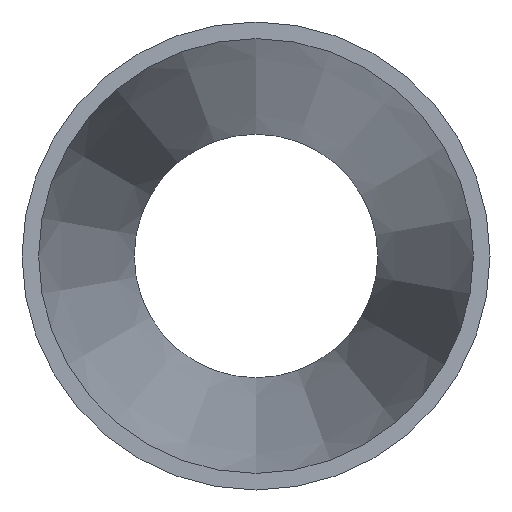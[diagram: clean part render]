
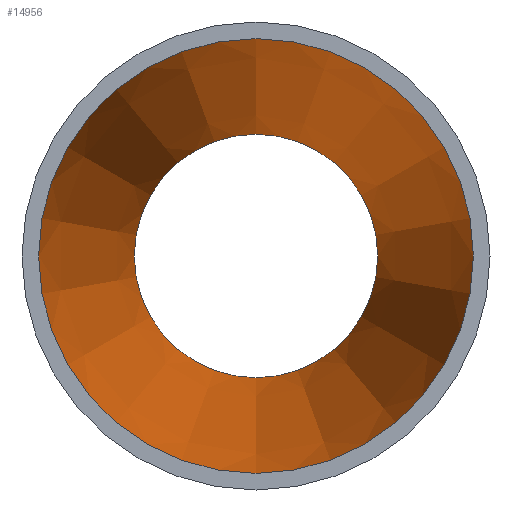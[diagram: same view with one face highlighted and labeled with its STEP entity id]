
A CAD part, front view. The second image highlights one B-rep face of the part: STEP entity #14956.
In plain terms, the highlighted conical face has half-angle 8.715 degrees and reference radius 26.477 mm.
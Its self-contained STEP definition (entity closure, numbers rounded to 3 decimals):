
#98 = AXIS2_PLACEMENT_3D ( 'NONE', #858, #2919, #21246 ) ;
#858 = CARTESIAN_POINT ( 'NONE',  ( 0., 0., 0. ) ) ;
#2260 = VERTEX_POINT ( 'NONE', #13299 ) ;
#2919 = DIRECTION ( 'NONE',  ( 0., -1., 0. ) ) ;
#6711 = AXIS2_PLACEMENT_3D ( 'NONE', #8988, #14596, #6949 ) ;
#6949 = DIRECTION ( 'NONE',  ( 0., 0., -1. ) ) ;
#7627 = FACE_OUTER_BOUND ( 'NONE', #14535, .T. ) ;
#7860 = CIRCLE ( 'NONE', #6711, 14.827 ) ;
#8988 = CARTESIAN_POINT ( 'NONE',  ( 0., 76., 0. ) ) ;
#9743 = CARTESIAN_POINT ( 'NONE',  ( 0., 76., -14.827 ) ) ;
#11599 = VERTEX_POINT ( 'NONE', #9743 ) ;
#13228 = CARTESIAN_POINT ( 'NONE',  ( 0., 0., 0. ) ) ;
#13299 = CARTESIAN_POINT ( 'NONE',  ( 0., 0., -26.477 ) ) ;
#13349 = FACE_BOUND ( 'NONE', #20180, .T. ) ;
#14535 = EDGE_LOOP ( 'NONE', ( #14918 ) ) ;
#14596 = DIRECTION ( 'NONE',  ( 0., -1., 0. ) ) ;
#14918 = ORIENTED_EDGE ( 'NONE', *, *, #19460, .T. ) ;
#14956 = ADVANCED_FACE ( 'NONE', ( #13349, #7627 ), #17969, .F. ) ;
#15731 = ORIENTED_EDGE ( 'NONE', *, *, #23412, .F. ) ;
#17969 = CONICAL_SURFACE ( 'NONE', #23006, 26.477, 0.152 ) ;
#18776 = DIRECTION ( 'NONE',  ( 0., 0., -1. ) ) ;
#19460 = EDGE_CURVE ( 'NONE', #2260, #2260, #23745, .T. ) ;
#20180 = EDGE_LOOP ( 'NONE', ( #15731 ) ) ;
#21246 = DIRECTION ( 'NONE',  ( 0., 0., -1. ) ) ;
#22551 = DIRECTION ( 'NONE',  ( 0., -1., 0. ) ) ;
#23006 = AXIS2_PLACEMENT_3D ( 'NONE', #13228, #22551, #18776 ) ;
#23412 = EDGE_CURVE ( 'NONE', #11599, #11599, #7860, .T. ) ;
#23745 = CIRCLE ( 'NONE', #98, 26.477 ) ;
